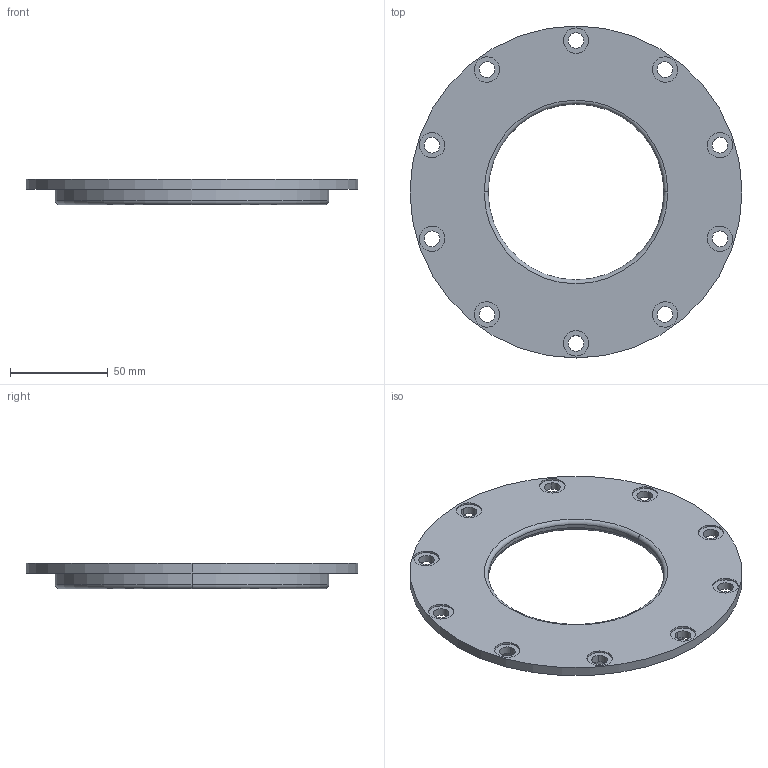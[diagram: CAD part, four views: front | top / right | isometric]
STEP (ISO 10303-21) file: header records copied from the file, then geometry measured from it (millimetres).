
FILE_DESCRIPTION((''),'2;1');
FILE_NAME('_60001','2022-11-17T12:04:07',('-'),('IRISOFT'),'CREO PARAMETRIC BY PTC INC, 2021304','CREO PARAMETRIC BY PTC INC, 2021304','');
FILE_SCHEMA(('AUTOMOTIVE_DESIGN { 1 0 10303 214 1 1 1 1 }'));
Length unit declared in the file: millimetre
Products named in the file (1): _60001
Bounding box: 170 x 170 x 13 mm (x, y, z)
Volume: 116047.8 mm3; surface area: 41767.9 mm2
Topology: 1 solids, 1 shells, 72 faces, 164 edges, 106 vertices
Faces by surface type: cylinder 48, plane 14, torus 10
Entity records: 2407 total; most frequent: DIRECTION 478, CARTESIAN_POINT 379, ORIENTED_EDGE 328, AXIS2_PLACEMENT_3D 208, EDGE_CURVE 164, CIRCLE 116, VERTEX_POINT 106, EDGE_LOOP 106
